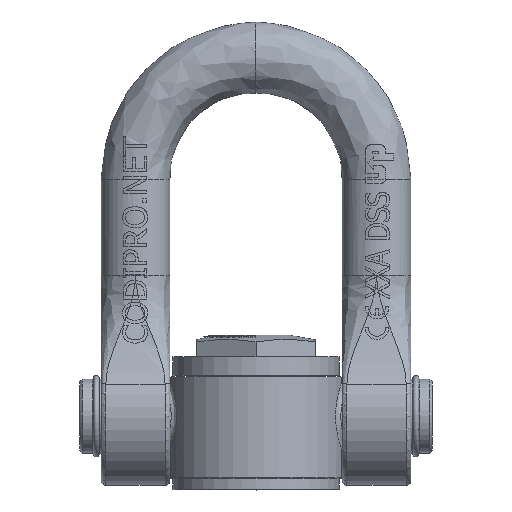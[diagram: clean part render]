
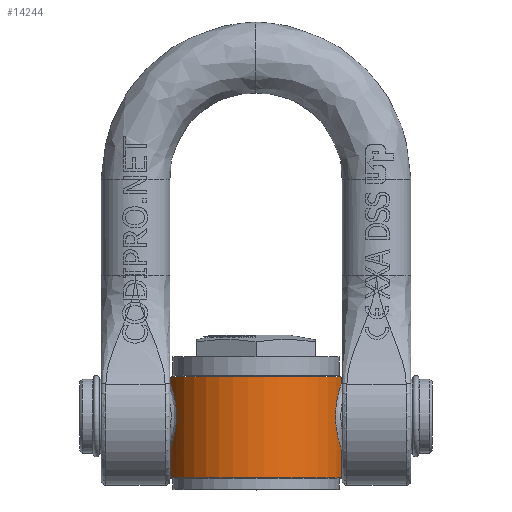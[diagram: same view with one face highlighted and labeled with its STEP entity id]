
A CAD part, top view. The second image highlights one B-rep face of the part: STEP entity #14244.
In plain terms, the highlighted cylindrical face has radius 37.5 mm (diameter 75 mm), a partial arc.
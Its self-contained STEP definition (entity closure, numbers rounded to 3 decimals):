
#724=ELLIPSE('',#15249,17.07,15.009);
#725=ELLIPSE('',#15250,17.07,15.009);
#728=ELLIPSE('',#15253,17.07,15.009);
#729=ELLIPSE('',#15254,17.07,15.009);
#1430=FACE_OUTER_BOUND('',#2299,.T.);
#2299=EDGE_LOOP('',(#11468,#11469,#11470,#11471,#11472,#11473,#11474,#11475,
#11476,#11477,#11478,#11479,#11480,#11481,#11482,#11483));
#3151=B_SPLINE_CURVE_WITH_KNOTS('',3,(#25732,#25733,#25734,#25735,#25736,
#25737,#25738,#25739),.UNSPECIFIED.,.F.,.F.,(4,2,2,4),(1.872,
1.928,1.992,1.994),.UNSPECIFIED.);
#3156=B_SPLINE_CURVE_WITH_KNOTS('',3,(#25799,#25800,#25801,#25802,#25803,
#25804,#25805,#25806),.UNSPECIFIED.,.F.,.F.,(4,2,2,4),(1.268,
1.288,1.331,1.348),.UNSPECIFIED.);
#3166=B_SPLINE_CURVE_WITH_KNOTS('',3,(#25894,#25895,#25896,#25897,#25898,
#25899),.UNSPECIFIED.,.F.,.F.,(4,2,4),(1.948,2.012,
2.057),.UNSPECIFIED.);
#3167=B_SPLINE_CURVE_WITH_KNOTS('',3,(#25909,#25910,#25911,#25912,#25913,
#25914,#25915,#25916),.UNSPECIFIED.,.F.,.F.,(4,2,2,4),(1.268,
1.288,1.331,1.348),.UNSPECIFIED.);
#3177=B_SPLINE_CURVE_WITH_KNOTS('',3,(#26056,#26057,#26058,#26059,#26060,
#26061,#26062,#26063,#26064),.UNSPECIFIED.,.F.,.F.,(4,1,1,1,1,1,4),(-13.112,
-12.433,-12.192,-11.709,-11.226,
-10.743,-9.823),.UNSPECIFIED.);
#3179=B_SPLINE_CURVE_WITH_KNOTS('',3,(#26172,#26173,#26174,#26175,#26176,
#26177,#26178,#26179,#26180),.UNSPECIFIED.,.F.,.F.,(4,1,1,1,1,1,4),(-13.112,
-12.433,-12.192,-11.709,-11.226,
-10.743,-9.823),.UNSPECIFIED.);
#3674=CIRCLE('',#15263,37.5);
#3678=CIRCLE('',#15269,37.5);
#4487=LINE('',#25905,#5241);
#4491=LINE('',#26265,#5245);
#4493=LINE('',#26269,#5247);
#4494=LINE('',#26271,#5248);
#5241=VECTOR('',#17397,10.);
#5245=VECTOR('',#17475,10.);
#5247=VECTOR('',#17481,10.);
#5248=VECTOR('',#17484,10.);
#6295=VERTEX_POINT('',#25675);
#6301=VERTEX_POINT('',#25730);
#6309=VERTEX_POINT('',#25785);
#6310=VERTEX_POINT('',#25798);
#6319=VERTEX_POINT('',#25857);
#6322=VERTEX_POINT('',#25892);
#6324=VERTEX_POINT('',#25903);
#6325=VERTEX_POINT('',#25907);
#6326=VERTEX_POINT('',#25908);
#6340=VERTEX_POINT('',#26053);
#6341=VERTEX_POINT('',#26055);
#6344=VERTEX_POINT('',#26169);
#6345=VERTEX_POINT('',#26171);
#6351=VERTEX_POINT('',#26249);
#6352=VERTEX_POINT('',#26251);
#6355=VERTEX_POINT('',#26261);
#8123=EDGE_CURVE('',#6301,#6295,#3151,.T.);
#8132=EDGE_CURVE('',#6310,#6309,#3156,.F.);
#8148=EDGE_CURVE('',#6322,#6319,#3166,.T.);
#8151=EDGE_CURVE('',#6322,#6324,#4487,.T.);
#8152=EDGE_CURVE('',#6325,#6326,#3167,.F.);
#8169=EDGE_CURVE('',#6319,#6340,#724,.F.);
#8170=EDGE_CURVE('',#6340,#6341,#3177,.T.);
#8171=EDGE_CURVE('',#6309,#6341,#725,.T.);
#8175=EDGE_CURVE('',#6295,#6344,#728,.F.);
#8176=EDGE_CURVE('',#6344,#6345,#3179,.T.);
#8177=EDGE_CURVE('',#6326,#6345,#729,.T.);
#8185=EDGE_CURVE('',#6351,#6352,#3674,.T.);
#8191=EDGE_CURVE('',#6355,#6324,#3678,.T.);
#8192=EDGE_CURVE('',#6351,#6310,#4491,.T.);
#8194=EDGE_CURVE('',#6355,#6325,#4493,.T.);
#8195=EDGE_CURVE('',#6301,#6352,#4494,.T.);
#11468=ORIENTED_EDGE('',*,*,#8170,.F.);
#11469=ORIENTED_EDGE('',*,*,#8169,.F.);
#11470=ORIENTED_EDGE('',*,*,#8148,.F.);
#11471=ORIENTED_EDGE('',*,*,#8151,.T.);
#11472=ORIENTED_EDGE('',*,*,#8191,.F.);
#11473=ORIENTED_EDGE('',*,*,#8194,.T.);
#11474=ORIENTED_EDGE('',*,*,#8152,.T.);
#11475=ORIENTED_EDGE('',*,*,#8177,.T.);
#11476=ORIENTED_EDGE('',*,*,#8176,.F.);
#11477=ORIENTED_EDGE('',*,*,#8175,.F.);
#11478=ORIENTED_EDGE('',*,*,#8123,.F.);
#11479=ORIENTED_EDGE('',*,*,#8195,.T.);
#11480=ORIENTED_EDGE('',*,*,#8185,.F.);
#11481=ORIENTED_EDGE('',*,*,#8192,.T.);
#11482=ORIENTED_EDGE('',*,*,#8132,.T.);
#11483=ORIENTED_EDGE('',*,*,#8171,.T.);
#13759=CYLINDRICAL_SURFACE('',#15274,37.5);
#14244=ADVANCED_FACE('',(#1430),#13759,.T.);
#15249=AXIS2_PLACEMENT_3D('',#26054,#17428,#17429);
#15250=AXIS2_PLACEMENT_3D('',#26065,#17430,#17431);
#15253=AXIS2_PLACEMENT_3D('',#26170,#17436,#17437);
#15254=AXIS2_PLACEMENT_3D('',#26181,#17438,#17439);
#15263=AXIS2_PLACEMENT_3D('',#26252,#17457,#17458);
#15269=AXIS2_PLACEMENT_3D('',#26263,#17471,#17472);
#15274=AXIS2_PLACEMENT_3D('',#26272,#17485,#17486);
#17397=DIRECTION('',(0.,0.,-1.));
#17428=DIRECTION('center_axis',(0.093,-0.97,-0.224));
#17429=DIRECTION('ref_axis',(0.374,0.243,-0.895));
#17430=DIRECTION('center_axis',(0.093,-0.97,0.224));
#17431=DIRECTION('ref_axis',(-0.374,-0.243,-0.895));
#17436=DIRECTION('center_axis',(0.093,0.97,0.224));
#17437=DIRECTION('ref_axis',(0.374,-0.243,0.895));
#17438=DIRECTION('center_axis',(0.093,0.97,-0.224));
#17439=DIRECTION('ref_axis',(-0.374,0.243,0.895));
#17457=DIRECTION('center_axis',(0.,0.,1.));
#17458=DIRECTION('ref_axis',(-1.,0.,0.));
#17471=DIRECTION('center_axis',(0.,0.,-1.));
#17472=DIRECTION('ref_axis',(-1.,0.,0.));
#17475=DIRECTION('',(0.,0.,-1.));
#17481=DIRECTION('',(0.,0.,1.));
#17484=DIRECTION('',(0.,0.,1.));
#17485=DIRECTION('center_axis',(0.,0.,1.));
#17486=DIRECTION('ref_axis',(-1.,0.,0.));
#25675=CARTESIAN_POINT('',(-10.379,-36.035,40.193));
#25730=CARTESIAN_POINT('',(-10.5,-36.,40.62));
#25732=CARTESIAN_POINT('Ctrl Pts',(-10.5,-36.,40.62));
#25733=CARTESIAN_POINT('Ctrl Pts',(-10.5,-36.,40.549));
#25734=CARTESIAN_POINT('Ctrl Pts',(-10.493,-36.002,
40.479));
#25735=CARTESIAN_POINT('Ctrl Pts',(-10.458,-36.012,
40.333));
#25736=CARTESIAN_POINT('Ctrl Pts',(-10.428,-36.021,40.261));
#25737=CARTESIAN_POINT('Ctrl Pts',(-10.381,-36.034,
40.195));
#25738=CARTESIAN_POINT('Ctrl Pts',(-10.38,-36.035,
40.194));
#25739=CARTESIAN_POINT('Ctrl Pts',(-10.379,-36.035,
40.193));
#25785=CARTESIAN_POINT('',(-10.379,36.035,40.193));
#25798=CARTESIAN_POINT('',(-10.5,36.,40.62));
#25799=CARTESIAN_POINT('Ctrl Pts',(-10.379,36.035,40.193));
#25800=CARTESIAN_POINT('Ctrl Pts',(-10.401,36.029,40.223));
#25801=CARTESIAN_POINT('Ctrl Pts',(-10.42,36.023,40.255));
#25802=CARTESIAN_POINT('Ctrl Pts',(-10.469,36.009,40.363));
#25803=CARTESIAN_POINT('Ctrl Pts',(-10.488,36.004,40.443));
#25804=CARTESIAN_POINT('Ctrl Pts',(-10.499,36.,40.556));
#25805=CARTESIAN_POINT('Ctrl Pts',(-10.5,36.,40.588));
#25806=CARTESIAN_POINT('Ctrl Pts',(-10.5,36.,40.62));
#25857=CARTESIAN_POINT('',(-10.379,36.035,11.807));
#25892=CARTESIAN_POINT('',(-10.5,36.,11.38));
#25894=CARTESIAN_POINT('Ctrl Pts',(-10.5,36.,11.38));
#25895=CARTESIAN_POINT('Ctrl Pts',(-10.5,36.,11.469));
#25896=CARTESIAN_POINT('Ctrl Pts',(-10.489,36.003,11.558));
#25897=CARTESIAN_POINT('Ctrl Pts',(-10.443,36.017,11.702));
#25898=CARTESIAN_POINT('Ctrl Pts',(-10.415,36.025,11.757));
#25899=CARTESIAN_POINT('Ctrl Pts',(-10.379,36.035,11.807));
#25903=CARTESIAN_POINT('',(-10.5,36.,0.));
#25905=CARTESIAN_POINT('',(-10.5,36.,0.));
#25907=CARTESIAN_POINT('',(-10.5,-36.,11.38));
#25908=CARTESIAN_POINT('',(-10.379,-36.035,11.807));
#25909=CARTESIAN_POINT('Ctrl Pts',(-10.379,-36.035,
11.807));
#25910=CARTESIAN_POINT('Ctrl Pts',(-10.401,-36.029,
11.777));
#25911=CARTESIAN_POINT('Ctrl Pts',(-10.42,-36.023,11.745));
#25912=CARTESIAN_POINT('Ctrl Pts',(-10.469,-36.009,
11.637));
#25913=CARTESIAN_POINT('Ctrl Pts',(-10.488,-36.004,
11.557));
#25914=CARTESIAN_POINT('Ctrl Pts',(-10.499,-36.,
11.444));
#25915=CARTESIAN_POINT('Ctrl Pts',(-10.5,-36.,11.412));
#25916=CARTESIAN_POINT('Ctrl Pts',(-10.5,-36.,11.38));
#26053=CARTESIAN_POINT('',(-10.5,36.,11.909));
#26054=CARTESIAN_POINT('Origin',(-1.565,33.962,24.447));
#26055=CARTESIAN_POINT('',(-10.5,36.,40.091));
#26056=CARTESIAN_POINT('Ctrl Pts',(-10.5,36.,11.909));
#26057=CARTESIAN_POINT('Ctrl Pts',(-12.119,35.527,13.282));
#26058=CARTESIAN_POINT('Ctrl Pts',(-13.982,34.822,15.566));
#26059=CARTESIAN_POINT('Ctrl Pts',(-15.92,33.964,19.672));
#26060=CARTESIAN_POINT('Ctrl Pts',(-16.924,33.465,23.558));
#26061=CARTESIAN_POINT('Ctrl Pts',(-16.925,33.463,28.443));
#26062=CARTESIAN_POINT('Ctrl Pts',(-15.354,34.246,34.515));
#26063=CARTESIAN_POINT('Ctrl Pts',(-12.695,35.359,38.229));
#26064=CARTESIAN_POINT('Ctrl Pts',(-10.5,36.,40.091));
#26065=CARTESIAN_POINT('Origin',(-1.564,33.962,27.553));
#26169=CARTESIAN_POINT('',(-10.5,-36.,40.091));
#26170=CARTESIAN_POINT('Origin',(-1.565,-33.962,27.553));
#26171=CARTESIAN_POINT('',(-10.5,-36.,11.909));
#26172=CARTESIAN_POINT('Ctrl Pts',(-10.5,-36.,
40.091));
#26173=CARTESIAN_POINT('Ctrl Pts',(-12.119,-35.527,
38.718));
#26174=CARTESIAN_POINT('Ctrl Pts',(-13.982,-34.822,
36.434));
#26175=CARTESIAN_POINT('Ctrl Pts',(-15.92,-33.964,
32.328));
#26176=CARTESIAN_POINT('Ctrl Pts',(-16.924,-33.465,
28.442));
#26177=CARTESIAN_POINT('Ctrl Pts',(-16.925,-33.463,23.557));
#26178=CARTESIAN_POINT('Ctrl Pts',(-15.354,-34.246,
17.485));
#26179=CARTESIAN_POINT('Ctrl Pts',(-12.695,-35.359,
13.771));
#26180=CARTESIAN_POINT('Ctrl Pts',(-10.5,-36.,
11.909));
#26181=CARTESIAN_POINT('Origin',(-1.565,-33.962,24.447));
#26249=CARTESIAN_POINT('',(-10.5,36.,42.5));
#26251=CARTESIAN_POINT('',(-10.5,-36.,42.5));
#26252=CARTESIAN_POINT('Origin',(0.,0.,42.5));
#26261=CARTESIAN_POINT('',(-10.5,-36.,0.));
#26263=CARTESIAN_POINT('Origin',(0.,0.,0.));
#26265=CARTESIAN_POINT('',(-10.5,36.,0.));
#26269=CARTESIAN_POINT('',(-10.5,-36.,0.));
#26271=CARTESIAN_POINT('',(-10.5,-36.,0.));
#26272=CARTESIAN_POINT('Origin',(0.,0.,0.));
